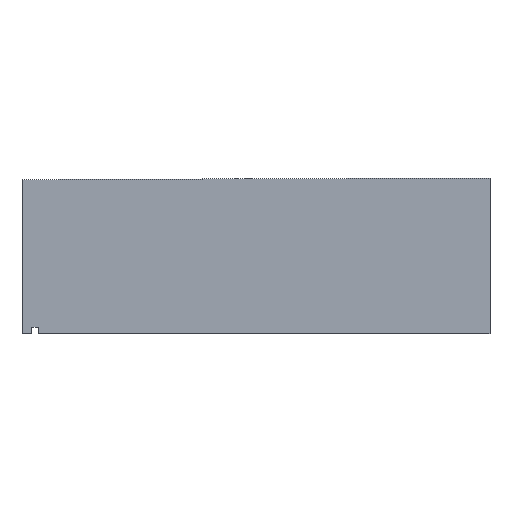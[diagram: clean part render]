
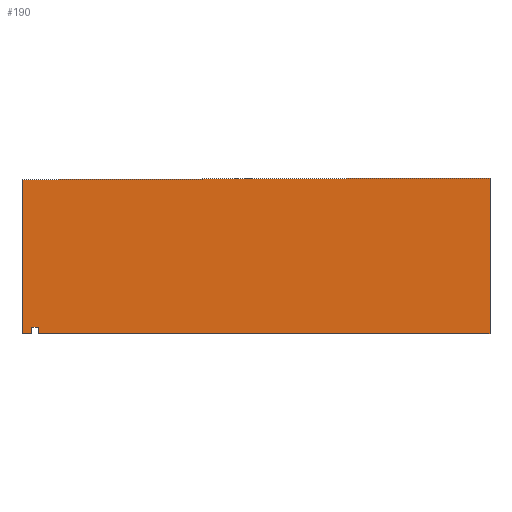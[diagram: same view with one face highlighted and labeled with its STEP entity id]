
A CAD part, front view. The second image highlights one B-rep face of the part: STEP entity #190.
In plain terms, the highlighted planar face has unit normal (0, -1, 0).
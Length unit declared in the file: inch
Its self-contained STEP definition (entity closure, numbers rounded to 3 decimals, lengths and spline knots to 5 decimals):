
#24=FACE_OUTER_BOUND('',#34,.T.);
#34=EDGE_LOOP('',(#163,#164,#165,#166,#167,#168,#169,#170));
#35=LINE('',#265,#59);
#39=LINE('',#273,#63);
#42=LINE('',#279,#66);
#45=LINE('',#285,#69);
#48=LINE('',#291,#72);
#51=LINE('',#297,#75);
#54=LINE('',#303,#78);
#57=LINE('',#308,#81);
#59=VECTOR('',#219,0.3937);
#63=VECTOR('',#225,0.3937);
#66=VECTOR('',#230,0.3937);
#69=VECTOR('',#235,0.3937);
#72=VECTOR('',#240,0.3937);
#75=VECTOR('',#245,0.3937);
#78=VECTOR('',#250,0.3937);
#81=VECTOR('',#255,0.3937);
#83=VERTEX_POINT('',#263);
#84=VERTEX_POINT('',#264);
#87=VERTEX_POINT('',#272);
#89=VERTEX_POINT('',#278);
#91=VERTEX_POINT('',#284);
#93=VERTEX_POINT('',#290);
#95=VERTEX_POINT('',#296);
#97=VERTEX_POINT('',#302);
#99=EDGE_CURVE('',#83,#84,#35,.F.);
#103=EDGE_CURVE('',#87,#83,#39,.F.);
#106=EDGE_CURVE('',#89,#87,#42,.F.);
#109=EDGE_CURVE('',#91,#89,#45,.F.);
#112=EDGE_CURVE('',#93,#91,#48,.F.);
#115=EDGE_CURVE('',#95,#93,#51,.F.);
#118=EDGE_CURVE('',#97,#95,#54,.F.);
#121=EDGE_CURVE('',#84,#97,#57,.F.);
#163=ORIENTED_EDGE('',*,*,#109,.T.);
#164=ORIENTED_EDGE('',*,*,#106,.T.);
#165=ORIENTED_EDGE('',*,*,#103,.T.);
#166=ORIENTED_EDGE('',*,*,#99,.T.);
#167=ORIENTED_EDGE('',*,*,#121,.T.);
#168=ORIENTED_EDGE('',*,*,#118,.T.);
#169=ORIENTED_EDGE('',*,*,#115,.T.);
#170=ORIENTED_EDGE('',*,*,#112,.T.);
#180=PLANE('',#214);
#190=ADVANCED_FACE('',(#24),#180,.F.);
#214=AXIS2_PLACEMENT_3D('',#311,#259,#260);
#219=DIRECTION('',(1.,0.,0.003));
#225=DIRECTION('',(0.,0.,-1.));
#230=DIRECTION('',(-1.,0.,0.));
#235=DIRECTION('',(0.,0.,1.));
#240=DIRECTION('',(-1.,0.,0.));
#245=DIRECTION('',(0.,0.,-1.));
#250=DIRECTION('',(-1.,0.,0.));
#255=DIRECTION('',(0.,0.,1.));
#259=DIRECTION('center_axis',(0.,1.,0.));
#260=DIRECTION('ref_axis',(0.,0.,1.));
#263=CARTESIAN_POINT('',(-258.2367,1497.37201,-10.35956));
#264=CARTESIAN_POINT('',(-276.2367,1497.37201,-10.42206));
#265=CARTESIAN_POINT('',(-262.74185,1497.37201,-10.3752));
#272=CARTESIAN_POINT('',(-258.2367,1497.37201,-16.35956));
#273=CARTESIAN_POINT('',(-258.2367,1497.37201,-14.85956));
#278=CARTESIAN_POINT('',(-275.6117,1497.37201,-16.35956));
#279=CARTESIAN_POINT('',(-271.4242,1497.37201,-16.35956));
#284=CARTESIAN_POINT('',(-275.6117,1497.37201,-16.10956));
#285=CARTESIAN_POINT('',(-275.6117,1497.37201,-14.73456));
#290=CARTESIAN_POINT('',(-275.8617,1497.37201,-16.10956));
#291=CARTESIAN_POINT('',(-271.5492,1497.37201,-16.10956));
#296=CARTESIAN_POINT('',(-275.8617,1497.37201,-16.35956));
#297=CARTESIAN_POINT('',(-275.8617,1497.37201,-14.85956));
#302=CARTESIAN_POINT('',(-276.2367,1497.37201,-16.35956));
#303=CARTESIAN_POINT('',(-271.7367,1497.37201,-16.35956));
#308=CARTESIAN_POINT('',(-276.2367,1497.37201,-11.89081));
#311=CARTESIAN_POINT('Origin',(-267.2367,1497.37201,-13.35956));
